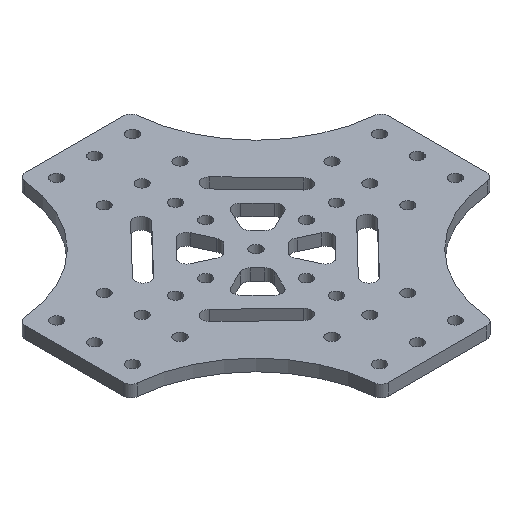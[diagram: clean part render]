
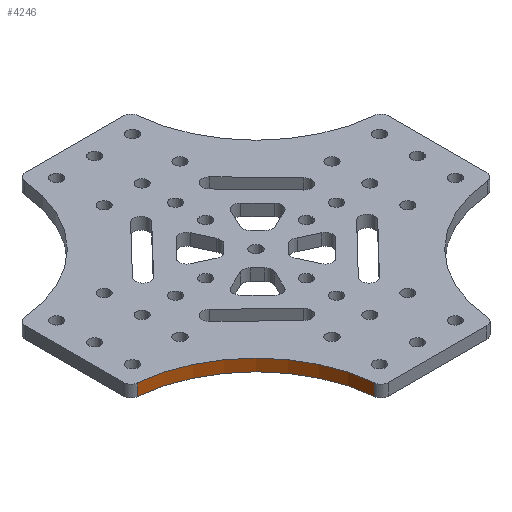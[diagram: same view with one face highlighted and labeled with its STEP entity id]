
A CAD part, isometric view. The second image highlights one B-rep face of the part: STEP entity #4246.
In plain terms, the highlighted cylindrical face has radius 35 mm (diameter 70 mm), a partial arc.
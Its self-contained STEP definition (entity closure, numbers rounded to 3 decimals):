
#412=CARTESIAN_POINT('',(-50.,-50.,0.));
#413=DIRECTION('',(0.,0.,-1.));
#414=DIRECTION('',(0.09,0.996,0.));
#415=AXIS2_PLACEMENT_3D('',#412,#413,#414);
#1099=CARTESIAN_POINT('',(-50.,-50.,3.175));
#1100=DIRECTION('',(0.,0.,-1.));
#1101=DIRECTION('',(0.09,0.996,0.));
#1102=AXIS2_PLACEMENT_3D('',#1099,#1100,#1101);
#1625=DIRECTION('',(0.,0.,1.));
#1626=VECTOR('',#1625,3.175);
#1627=CARTESIAN_POINT('',(-15.143,-46.841,0.));
#1628=LINE('',#1627,#1626);
#1629=DIRECTION('',(0.,0.,1.));
#1630=VECTOR('',#1629,3.175);
#1631=CARTESIAN_POINT('',(-46.841,-15.143,0.));
#1632=LINE('',#1631,#1630);
#1933=CARTESIAN_POINT('',(-46.841,-15.143,0.));
#1934=VERTEX_POINT('',#1933);
#1935=CARTESIAN_POINT('',(-15.143,-46.841,0.));
#1936=VERTEX_POINT('',#1935);
#2161=CARTESIAN_POINT('',(-46.841,-15.143,3.175));
#2162=VERTEX_POINT('',#2161);
#2163=CARTESIAN_POINT('',(-15.143,-46.841,3.175));
#2164=VERTEX_POINT('',#2163);
#4234=CARTESIAN_POINT('',(-50.,-50.,0.));
#4235=DIRECTION('',(0.,0.,1.));
#4236=DIRECTION('',(1.,0.,0.));
#4237=AXIS2_PLACEMENT_3D('',#4234,#4235,#4236);
#4238=CYLINDRICAL_SURFACE('',#4237,35.);
#4239=ORIENTED_EDGE('',*,*,#2294,.F.);
#4241=ORIENTED_EDGE('',*,*,#4240,.T.);
#4242=ORIENTED_EDGE('',*,*,#2696,.T.);
#4243=ORIENTED_EDGE('',*,*,#4227,.F.);
#4244=EDGE_LOOP('',(#4239,#4241,#4242,#4243));
#4245=FACE_OUTER_BOUND('',#4244,.F.);
#4246=ADVANCED_FACE('',(#4245),#4238,.F.);
#416=CIRCLE('',#415,35.);
#1103=CIRCLE('',#1102,35.);
#2294=EDGE_CURVE('',#1934,#1936,#416,.T.);
#2696=EDGE_CURVE('',#2162,#2164,#1103,.T.);
#4227=EDGE_CURVE('',#1936,#2164,#1628,.T.);
#4240=EDGE_CURVE('',#1934,#2162,#1632,.T.);
